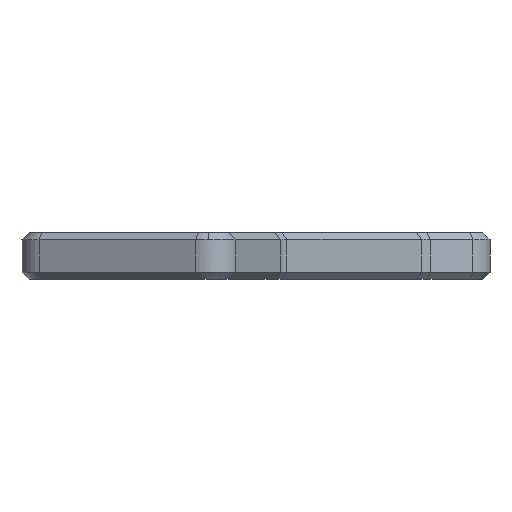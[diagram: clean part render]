
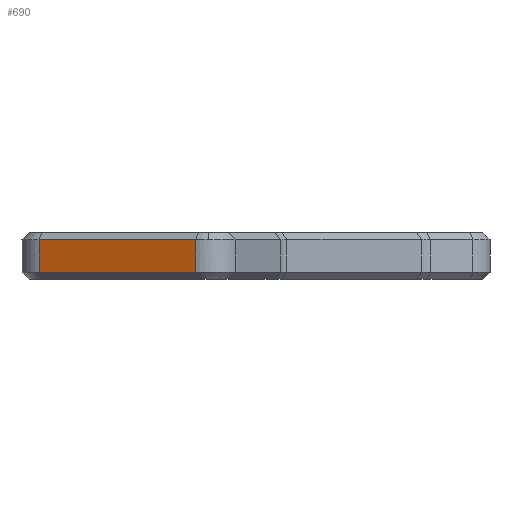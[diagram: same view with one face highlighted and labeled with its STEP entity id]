
A CAD part, left-side view. The second image highlights one B-rep face of the part: STEP entity #690.
In plain terms, the highlighted planar face has unit normal (-0.906, 0.423, 0).
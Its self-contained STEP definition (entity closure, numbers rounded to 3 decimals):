
#651=CARTESIAN_POINT('',(-131.543,66.144,-8.));
#652=DIRECTION('',(0.906,-0.423,0.));
#653=DIRECTION('',(0.423,0.906,0.));
#654=AXIS2_PLACEMENT_3D('',#651,#652,#653);
#655=PLANE('',#654);
#656=CARTESIAN_POINT('',(-119.256,92.495,10.3));
#657=VERTEX_POINT('',#656);
#658=CARTESIAN_POINT('',(-119.256,92.495,-0.5));
#659=VERTEX_POINT('',#658);
#660=CARTESIAN_POINT('',(-119.256,92.495,10.3));
#661=DIRECTION('',(-0.,-0.,-1.));
#662=VECTOR('',#661,10.8);
#663=LINE('',#660,#662);
#664=EDGE_CURVE('',#657,#659,#663,.T.);
#665=ORIENTED_EDGE('',*,*,#664,.T.);
#666=CARTESIAN_POINT('',(-143.831,39.793,-0.5));
#667=VERTEX_POINT('',#666);
#668=CARTESIAN_POINT('',(-119.256,92.495,-0.5));
#669=DIRECTION('',(-0.423,-0.906,0.));
#670=VECTOR('',#669,58.15);
#671=LINE('',#668,#670);
#672=EDGE_CURVE('',#659,#667,#671,.T.);
#673=ORIENTED_EDGE('',*,*,#672,.T.);
#674=CARTESIAN_POINT('',(-143.831,39.793,10.3));
#675=VERTEX_POINT('',#674);
#676=CARTESIAN_POINT('',(-143.831,39.793,-0.5));
#677=DIRECTION('',(0.,0.,1.));
#678=VECTOR('',#677,10.8);
#679=LINE('',#676,#678);
#680=EDGE_CURVE('',#667,#675,#679,.T.);
#681=ORIENTED_EDGE('',*,*,#680,.T.);
#682=CARTESIAN_POINT('',(-143.831,39.793,10.3));
#683=DIRECTION('',(0.423,0.906,0.));
#684=VECTOR('',#683,58.15);
#685=LINE('',#682,#684);
#686=EDGE_CURVE('',#675,#657,#685,.T.);
#687=ORIENTED_EDGE('',*,*,#686,.T.);
#688=EDGE_LOOP('',(#665,#673,#681,#687));
#689=FACE_BOUND('',#688,.T.);
#690=ADVANCED_FACE('',(#689),#655,.F.);
